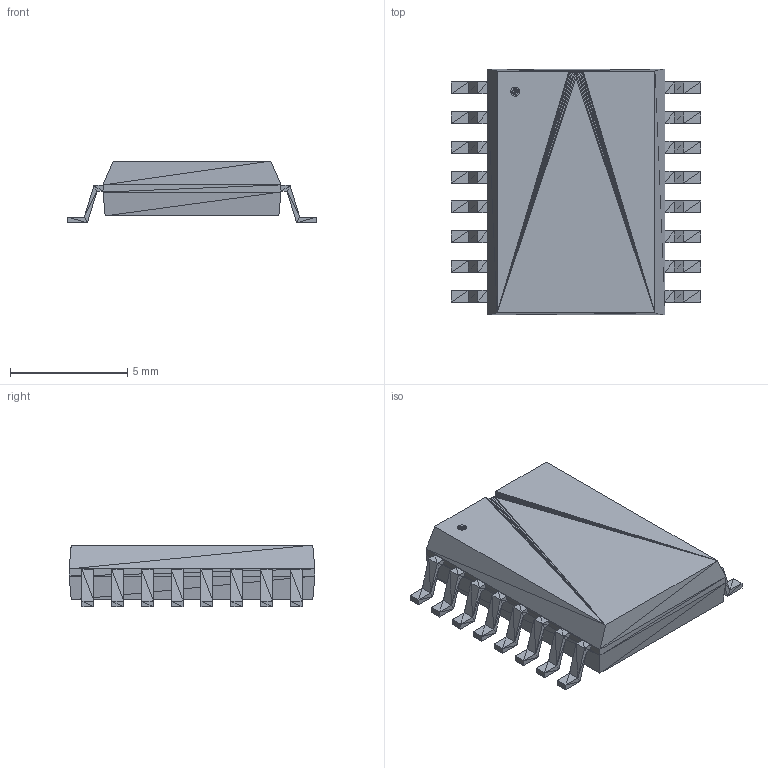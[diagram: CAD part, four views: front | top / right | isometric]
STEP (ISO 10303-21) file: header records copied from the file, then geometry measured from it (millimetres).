
FILE_DESCRIPTION(/* description */ ('Alibre Inc.'),/* implementation_level */ '2;1');
FILE_NAME(/* name */ 'export0',/* time_stamp */ '2017-05-04T13:59:16+08:00',/* author */ (''),/* organization */ (''),/* preprocessor_version */ 'ST-DEVELOPER v14',/* originating_system */ 'Alibre',/* authorisation */ '');
FILE_SCHEMA (('AUTOMOTIVE_DESIGN'));
Length unit declared in the file: millimetre
Bounding box: 10.64 x 10.49 x 2.64 mm (x, y, z)
Surface area: 294.4 mm2 (no closed solid volume)
Topology: 0 solids, 677 shells, 677 faces, 2031 edges, 2031 vertices
Faces by surface type: plane 677
Entity records: 21712 total; most frequent: CARTESIAN_POINT 4740, DIRECTION 2710, VERTEX_POINT 2031, VECTOR 2031, LINE 2031, EDGE_CURVE 2031, ORIENTED_EDGE 2031, STYLED_ITEM 678
